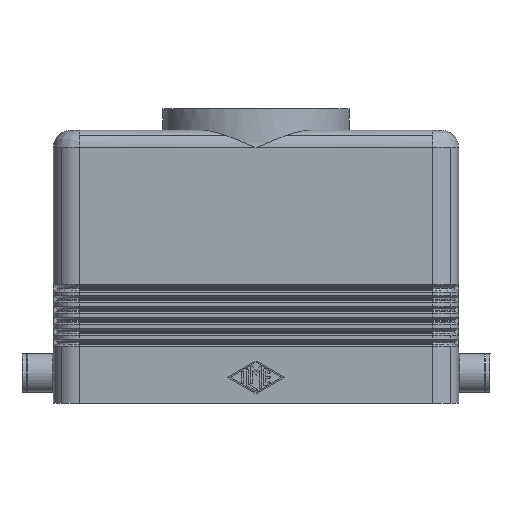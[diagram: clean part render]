
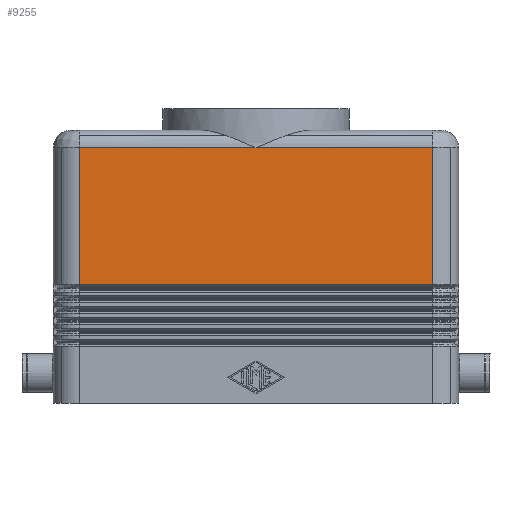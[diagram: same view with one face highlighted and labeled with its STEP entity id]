
A CAD part, front view. The second image highlights one B-rep face of the part: STEP entity #9255.
In plain terms, the highlighted planar face has unit normal (0, -1, 0).
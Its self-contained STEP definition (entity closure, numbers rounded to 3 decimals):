
#143=CARTESIAN_POINT('',(0.0,-21.5,59.));
#144=VERTEX_POINT('',#143);
#154=CARTESIAN_POINT('',(40.75,-21.5,59.0));
#155=VERTEX_POINT('',#154);
#156=CARTESIAN_POINT('',(0.0,-21.5,59.));
#157=DIRECTION('',(1.0,0.0,0.0));
#158=VECTOR('',#157,40.75);
#159=LINE('',#156,#158);
#160=EDGE_CURVE('',#144,#155,#159,.T.);
#5469=CARTESIAN_POINT('',(-40.75,-21.5,27.327));
#5470=VERTEX_POINT('',#5469);
#5478=CARTESIAN_POINT('',(-40.75,-21.5,59.));
#5479=VERTEX_POINT('',#5478);
#5480=CARTESIAN_POINT('',(-40.75,-21.5,27.327));
#5481=DIRECTION('',(0.0,0.0,1.0));
#5482=VECTOR('',#5481,31.673);
#5483=LINE('',#5480,#5482);
#5484=EDGE_CURVE('',#5470,#5479,#5483,.T.);
#5560=CARTESIAN_POINT('',(40.75,-21.5,27.327));
#5561=VERTEX_POINT('',#5560);
#5562=CARTESIAN_POINT('',(40.75,-21.5,59.0));
#5563=DIRECTION('',(0.0,0.0,-1.0));
#5564=VECTOR('',#5563,31.673);
#5565=LINE('',#5562,#5564);
#5566=EDGE_CURVE('',#155,#5561,#5565,.T.);
#5934=CARTESIAN_POINT('',(-40.75,-21.5,59.));
#5935=DIRECTION('',(1.0,0.0,0.0));
#5936=VECTOR('',#5935,40.75);
#5937=LINE('',#5934,#5936);
#5938=EDGE_CURVE('',#5479,#144,#5937,.T.);
#9121=CARTESIAN_POINT('',(-40.75,-21.5,27.327));
#9122=DIRECTION('',(1.0,0.0,0.0));
#9123=VECTOR('',#9122,81.5);
#9124=LINE('',#9121,#9123);
#9125=EDGE_CURVE('',#5470,#5561,#9124,.T.);
#9243=CARTESIAN_POINT('',(0.,-21.5,31.5));
#9244=DIRECTION('',(0.0,1.0,0.0));
#9245=DIRECTION('',(0.0,0.0,1.0));
#9246=AXIS2_PLACEMENT_3D('',#9243,#9244,#9245);
#9247=PLANE('',#9246);
#9248=ORIENTED_EDGE('',*,*,#9125,.T.);
#9249=ORIENTED_EDGE('',*,*,#5566,.F.);
#9250=ORIENTED_EDGE('',*,*,#160,.F.);
#9251=ORIENTED_EDGE('',*,*,#5938,.F.);
#9252=ORIENTED_EDGE('',*,*,#5484,.F.);
#9253=EDGE_LOOP('',(#9248,#9249,#9250,#9251,#9252));
#9254=FACE_OUTER_BOUND('',#9253,.T.);
#9255=ADVANCED_FACE('',(#9254),#9247,.F.);
